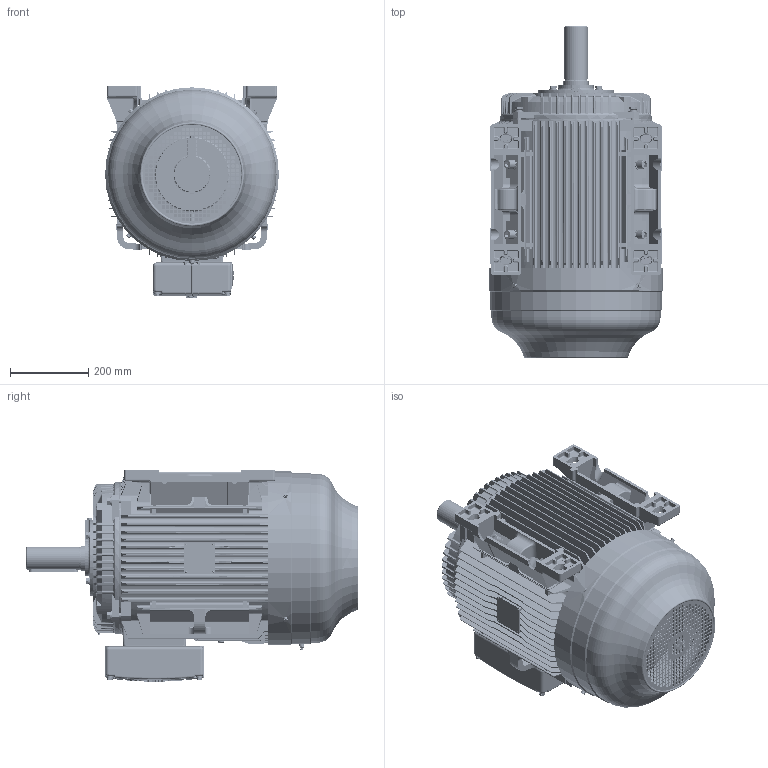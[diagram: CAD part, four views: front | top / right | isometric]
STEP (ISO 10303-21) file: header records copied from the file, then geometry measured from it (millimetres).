
FILE_DESCRIPTION((''),'2;1');
FILE_NAME('11WE225M468B3','2013-01-16T',('Administrator'),(''),'PRO/ENGINEER BY PARAMETRIC TECHNOLOGY CORPORATION, 2007370','PRO/ENGINEER BY PARAMETRIC TECHNOLOGY CORPORATION, 2007370','');
FILE_SCHEMA(('CONFIG_CONTROL_DESIGN'));
Length unit declared in the file: millimetre
Products named in the file (1): 11WE225M468B3
Bounding box: 445 x 850 x 541 mm (x, y, z)
Surface area: 4704685.6 mm2 (no closed solid volume)
Topology: 0 solids, 366 shells, 9045 faces, 26254 edges, 17659 vertices
Faces by surface type: plane 4123, cylinder 3601, cone 692, torus 308, bspline 186, sphere 135
Entity records: 318052 total; most frequent: CARTESIAN_POINT 83127, ORIENTED_EDGE 50681, DIRECTION 45974, EDGE_CURVE 26098, VERTEX_POINT 17659, AXIS2_PLACEMENT_3D 16178, VECTOR 13618, LINE 13618
